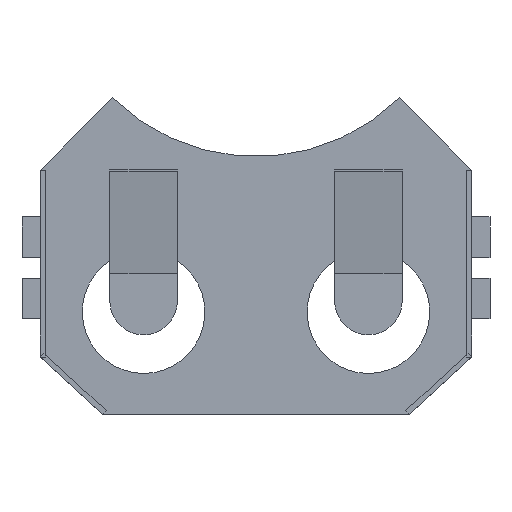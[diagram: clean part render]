
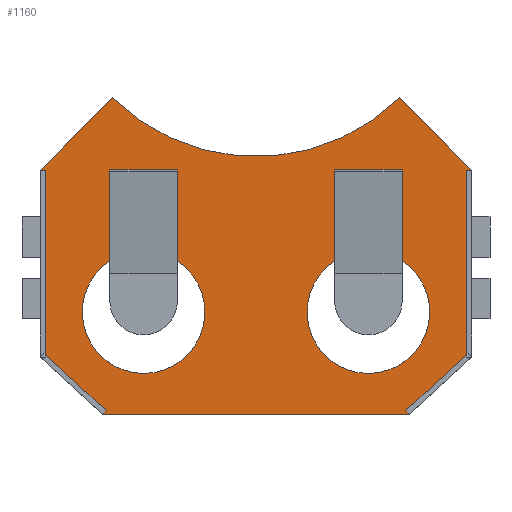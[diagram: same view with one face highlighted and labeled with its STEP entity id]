
A CAD part, top view. The second image highlights one B-rep face of the part: STEP entity #1160.
In plain terms, the highlighted planar face has unit normal (0, 0, 1).
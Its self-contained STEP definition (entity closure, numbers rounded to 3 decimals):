
#358 = VERTEX_POINT('',#359);
#359 = CARTESIAN_POINT('',(10.55,4.773,4.2));
#367 = VERTEX_POINT('',#368);
#368 = CARTESIAN_POINT('',(7.033,8.327,4.2));
#374 = EDGE_CURVE('',#358,#367,#375,.T.);
#375 = LINE('',#376,#377);
#376 = CARTESIAN_POINT('',(10.55,4.773,4.2));
#377 = VECTOR('',#378,1.);
#378 = DIRECTION('',(-0.703,0.711,0.)
  );
#422 = VERTEX_POINT('',#423);
#423 = CARTESIAN_POINT('',(-7.033,8.327,4.2));
#429 = EDGE_CURVE('',#367,#422,#430,.T.);
#430 = CIRCLE('',#431,10.);
#431 = AXIS2_PLACEMENT_3D('',#432,#433,#434);
#432 = CARTESIAN_POINT('',(0.,15.436,4.2));
#433 = DIRECTION('',(0.,0.,-1.));
#434 = DIRECTION('',(-1.,0.,0.));
#501 = VERTEX_POINT('',#502);
#502 = CARTESIAN_POINT('',(-10.55,4.773,4.2));
#510 = EDGE_CURVE('',#501,#422,#511,.T.);
#511 = LINE('',#512,#513);
#512 = CARTESIAN_POINT('',(-10.55,4.773,4.2));
#513 = VECTOR('',#514,1.);
#514 = DIRECTION('',(0.703,0.711,0.));
#660 = VERTEX_POINT('',#661);
#661 = CARTESIAN_POINT('',(7.5,-7.173,4.2));
#669 = VERTEX_POINT('',#670);
#670 = CARTESIAN_POINT('',(-7.5,-7.173,4.2));
#676 = EDGE_CURVE('',#660,#669,#677,.T.);
#677 = LINE('',#678,#679);
#678 = CARTESIAN_POINT('',(7.5,-7.173,4.2));
#679 = VECTOR('',#680,1.);
#680 = DIRECTION('',(-1.,0.,0.));
#780 = VERTEX_POINT('',#781);
#781 = CARTESIAN_POINT('',(-3.85,4.7,4.2));
#787 = EDGE_CURVE('',#780,#788,#790,.T.);
#788 = VERTEX_POINT('',#789);
#789 = CARTESIAN_POINT('',(-3.85,0.333,4.2));
#790 = LINE('',#791,#792);
#791 = CARTESIAN_POINT('',(-3.85,2.485,4.2));
#792 = VECTOR('',#793,1.);
#793 = DIRECTION('',(0.,-1.,-0.));
#811 = EDGE_CURVE('',#788,#812,#814,.T.);
#812 = VERTEX_POINT('',#813);
#813 = CARTESIAN_POINT('',(-7.15,0.333,4.2));
#814 = CIRCLE('',#815,3.);
#815 = AXIS2_PLACEMENT_3D('',#816,#817,#818);
#816 = CARTESIAN_POINT('',(-5.5,-2.173,4.2));
#817 = DIRECTION('',(0.,0.,-1.));
#818 = DIRECTION('',(-1.,0.,0.));
#835 = VERTEX_POINT('',#836);
#836 = CARTESIAN_POINT('',(-7.15,4.7,4.2));
#844 = EDGE_CURVE('',#812,#835,#845,.T.);
#845 = LINE('',#846,#847);
#846 = CARTESIAN_POINT('',(-7.15,0.285,4.2));
#847 = VECTOR('',#848,1.);
#848 = DIRECTION('',(0.,1.,0.));
#900 = VERTEX_POINT('',#901);
#901 = CARTESIAN_POINT('',(3.85,4.7,4.2));
#907 = EDGE_CURVE('',#900,#908,#910,.T.);
#908 = VERTEX_POINT('',#909);
#909 = CARTESIAN_POINT('',(3.85,0.333,4.2));
#910 = LINE('',#911,#912);
#911 = CARTESIAN_POINT('',(3.85,2.485,4.2));
#912 = VECTOR('',#913,1.);
#913 = DIRECTION('',(0.,-1.,-0.));
#1058 = VERTEX_POINT('',#1059);
#1059 = CARTESIAN_POINT('',(7.15,4.7,4.2));
#1067 = VERTEX_POINT('',#1068);
#1068 = CARTESIAN_POINT('',(7.15,0.333,4.2));
#1074 = EDGE_CURVE('',#1067,#1058,#1075,.T.);
#1075 = LINE('',#1076,#1077);
#1076 = CARTESIAN_POINT('',(7.15,0.285,4.2));
#1077 = VECTOR('',#1078,1.);
#1078 = DIRECTION('',(0.,1.,0.));
#1090 = EDGE_CURVE('',#1067,#908,#1091,.T.);
#1091 = CIRCLE('',#1092,3.);
#1092 = AXIS2_PLACEMENT_3D('',#1093,#1094,#1095);
#1093 = CARTESIAN_POINT('',(5.5,-2.173,4.2));
#1094 = DIRECTION('',(0.,0.,-1.));
#1095 = DIRECTION('',(1.,0.,0.));
#1160 = ADVANCED_FACE('',(#1161,#1227,#1270),#1313,.F.);
#1161 = FACE_BOUND('',#1162,.F.);
#1162 = EDGE_LOOP('',(#1163,#1164,#1172,#1180,#1188,#1194,#1195,#1203,
    #1211,#1219,#1225,#1226));
#1163 = ORIENTED_EDGE('',*,*,#374,.F.);
#1164 = ORIENTED_EDGE('',*,*,#1165,.F.);
#1165 = EDGE_CURVE('',#1166,#358,#1168,.T.);
#1166 = VERTEX_POINT('',#1167);
#1167 = CARTESIAN_POINT('',(10.3,4.773,4.2));
#1168 = LINE('',#1169,#1170);
#1169 = CARTESIAN_POINT('',(10.3,4.773,4.2));
#1170 = VECTOR('',#1171,1.);
#1171 = DIRECTION('',(1.,0.,0.));
#1172 = ORIENTED_EDGE('',*,*,#1173,.F.);
#1173 = EDGE_CURVE('',#1174,#1166,#1176,.T.);
#1174 = VERTEX_POINT('',#1175);
#1175 = CARTESIAN_POINT('',(10.3,-4.263,4.2));
#1176 = LINE('',#1177,#1178);
#1177 = CARTESIAN_POINT('',(10.3,-4.373,4.2));
#1178 = VECTOR('',#1179,1.);
#1179 = DIRECTION('',(0.,1.,0.));
#1180 = ORIENTED_EDGE('',*,*,#1181,.F.);
#1181 = EDGE_CURVE('',#1182,#1174,#1184,.T.);
#1182 = VERTEX_POINT('',#1183);
#1183 = CARTESIAN_POINT('',(7.331,-6.989,4.2));
#1184 = LINE('',#1185,#1186);
#1185 = CARTESIAN_POINT('',(7.331,-6.989,4.2));
#1186 = VECTOR('',#1187,1.);
#1187 = DIRECTION('',(0.737,0.676,0.)
  );
#1188 = ORIENTED_EDGE('',*,*,#1189,.F.);
#1189 = EDGE_CURVE('',#660,#1182,#1190,.T.);
#1190 = LINE('',#1191,#1192);
#1191 = CARTESIAN_POINT('',(7.5,-7.173,4.2));
#1192 = VECTOR('',#1193,1.);
#1193 = DIRECTION('',(-0.676,0.737,0.
    ));
#1194 = ORIENTED_EDGE('',*,*,#676,.T.);
#1195 = ORIENTED_EDGE('',*,*,#1196,.T.);
#1196 = EDGE_CURVE('',#669,#1197,#1199,.T.);
#1197 = VERTEX_POINT('',#1198);
#1198 = CARTESIAN_POINT('',(-7.331,-6.989,4.2));
#1199 = LINE('',#1200,#1201);
#1200 = CARTESIAN_POINT('',(-7.5,-7.173,4.2));
#1201 = VECTOR('',#1202,1.);
#1202 = DIRECTION('',(0.676,0.737,0.)
  );
#1203 = ORIENTED_EDGE('',*,*,#1204,.T.);
#1204 = EDGE_CURVE('',#1197,#1205,#1207,.T.);
#1205 = VERTEX_POINT('',#1206);
#1206 = CARTESIAN_POINT('',(-10.3,-4.263,4.2));
#1207 = LINE('',#1208,#1209);
#1208 = CARTESIAN_POINT('',(-7.331,-6.989,4.2));
#1209 = VECTOR('',#1210,1.);
#1210 = DIRECTION('',(-0.737,0.676,0.
    ));
#1211 = ORIENTED_EDGE('',*,*,#1212,.T.);
#1212 = EDGE_CURVE('',#1205,#1213,#1215,.T.);
#1213 = VERTEX_POINT('',#1214);
#1214 = CARTESIAN_POINT('',(-10.3,4.773,4.2));
#1215 = LINE('',#1216,#1217);
#1216 = CARTESIAN_POINT('',(-10.3,-4.373,4.2));
#1217 = VECTOR('',#1218,1.);
#1218 = DIRECTION('',(0.,1.,0.));
#1219 = ORIENTED_EDGE('',*,*,#1220,.T.);
#1220 = EDGE_CURVE('',#1213,#501,#1221,.T.);
#1221 = LINE('',#1222,#1223);
#1222 = CARTESIAN_POINT('',(-10.3,4.773,4.2));
#1223 = VECTOR('',#1224,1.);
#1224 = DIRECTION('',(-1.,0.,0.));
#1225 = ORIENTED_EDGE('',*,*,#510,.T.);
#1226 = ORIENTED_EDGE('',*,*,#429,.F.);
#1227 = FACE_BOUND('',#1228,.F.);
#1228 = EDGE_LOOP('',(#1229,#1230,#1231,#1232,#1240,#1248,#1256,#1264));
#1229 = ORIENTED_EDGE('',*,*,#844,.F.);
#1230 = ORIENTED_EDGE('',*,*,#811,.F.);
#1231 = ORIENTED_EDGE('',*,*,#787,.F.);
#1232 = ORIENTED_EDGE('',*,*,#1233,.F.);
#1233 = EDGE_CURVE('',#1234,#780,#1236,.T.);
#1234 = VERTEX_POINT('',#1235);
#1235 = CARTESIAN_POINT('',(-3.85,4.733,4.2));
#1236 = LINE('',#1237,#1238);
#1237 = CARTESIAN_POINT('',(-3.85,4.8,4.2));
#1238 = VECTOR('',#1239,1.);
#1239 = DIRECTION('',(0.,-1.,0.));
#1240 = ORIENTED_EDGE('',*,*,#1241,.F.);
#1241 = EDGE_CURVE('',#1242,#1234,#1244,.T.);
#1242 = VERTEX_POINT('',#1243);
#1243 = CARTESIAN_POINT('',(-3.85,4.8,4.2));
#1244 = LINE('',#1245,#1246);
#1245 = CARTESIAN_POINT('',(-3.85,4.8,4.2));
#1246 = VECTOR('',#1247,1.);
#1247 = DIRECTION('',(0.,-1.,0.));
#1248 = ORIENTED_EDGE('',*,*,#1249,.F.);
#1249 = EDGE_CURVE('',#1250,#1242,#1252,.T.);
#1250 = VERTEX_POINT('',#1251);
#1251 = CARTESIAN_POINT('',(-7.15,4.8,4.2));
#1252 = LINE('',#1253,#1254);
#1253 = CARTESIAN_POINT('',(-7.15,4.8,4.2));
#1254 = VECTOR('',#1255,1.);
#1255 = DIRECTION('',(1.,0.,0.));
#1256 = ORIENTED_EDGE('',*,*,#1257,.T.);
#1257 = EDGE_CURVE('',#1250,#1258,#1260,.T.);
#1258 = VERTEX_POINT('',#1259);
#1259 = CARTESIAN_POINT('',(-7.15,4.733,4.2));
#1260 = LINE('',#1261,#1262);
#1261 = CARTESIAN_POINT('',(-7.15,4.8,4.2));
#1262 = VECTOR('',#1263,1.);
#1263 = DIRECTION('',(0.,-1.,0.));
#1264 = ORIENTED_EDGE('',*,*,#1265,.T.);
#1265 = EDGE_CURVE('',#1258,#835,#1266,.T.);
#1266 = LINE('',#1267,#1268);
#1267 = CARTESIAN_POINT('',(-7.15,4.8,4.2));
#1268 = VECTOR('',#1269,1.);
#1269 = DIRECTION('',(0.,-1.,0.));
#1270 = FACE_BOUND('',#1271,.F.);
#1271 = EDGE_LOOP('',(#1272,#1273,#1274,#1282,#1290,#1298,#1306,#1312));
#1272 = ORIENTED_EDGE('',*,*,#1090,.F.);
#1273 = ORIENTED_EDGE('',*,*,#1074,.T.);
#1274 = ORIENTED_EDGE('',*,*,#1275,.F.);
#1275 = EDGE_CURVE('',#1276,#1058,#1278,.T.);
#1276 = VERTEX_POINT('',#1277);
#1277 = CARTESIAN_POINT('',(7.15,4.733,4.2));
#1278 = LINE('',#1279,#1280);
#1279 = CARTESIAN_POINT('',(7.15,4.8,4.2));
#1280 = VECTOR('',#1281,1.);
#1281 = DIRECTION('',(0.,-1.,0.));
#1282 = ORIENTED_EDGE('',*,*,#1283,.F.);
#1283 = EDGE_CURVE('',#1284,#1276,#1286,.T.);
#1284 = VERTEX_POINT('',#1285);
#1285 = CARTESIAN_POINT('',(7.15,4.8,4.2));
#1286 = LINE('',#1287,#1288);
#1287 = CARTESIAN_POINT('',(7.15,4.8,4.2));
#1288 = VECTOR('',#1289,1.);
#1289 = DIRECTION('',(0.,-1.,0.));
#1290 = ORIENTED_EDGE('',*,*,#1291,.T.);
#1291 = EDGE_CURVE('',#1284,#1292,#1294,.T.);
#1292 = VERTEX_POINT('',#1293);
#1293 = CARTESIAN_POINT('',(3.85,4.8,4.2));
#1294 = LINE('',#1295,#1296);
#1295 = CARTESIAN_POINT('',(7.15,4.8,4.2));
#1296 = VECTOR('',#1297,1.);
#1297 = DIRECTION('',(-1.,0.,0.));
#1298 = ORIENTED_EDGE('',*,*,#1299,.T.);
#1299 = EDGE_CURVE('',#1292,#1300,#1302,.T.);
#1300 = VERTEX_POINT('',#1301);
#1301 = CARTESIAN_POINT('',(3.85,4.733,4.2));
#1302 = LINE('',#1303,#1304);
#1303 = CARTESIAN_POINT('',(3.85,4.8,4.2));
#1304 = VECTOR('',#1305,1.);
#1305 = DIRECTION('',(0.,-1.,0.));
#1306 = ORIENTED_EDGE('',*,*,#1307,.T.);
#1307 = EDGE_CURVE('',#1300,#900,#1308,.T.);
#1308 = LINE('',#1309,#1310);
#1309 = CARTESIAN_POINT('',(3.85,4.8,4.2));
#1310 = VECTOR('',#1311,1.);
#1311 = DIRECTION('',(0.,-1.,0.));
#1312 = ORIENTED_EDGE('',*,*,#907,.T.);
#1313 = PLANE('',#1314);
#1314 = AXIS2_PLACEMENT_3D('',#1315,#1316,#1317);
#1315 = CARTESIAN_POINT('',(0.,0.238,4.2));
#1316 = DIRECTION('',(0.,0.,-1.));
#1317 = DIRECTION('',(-1.,0.,0.));
